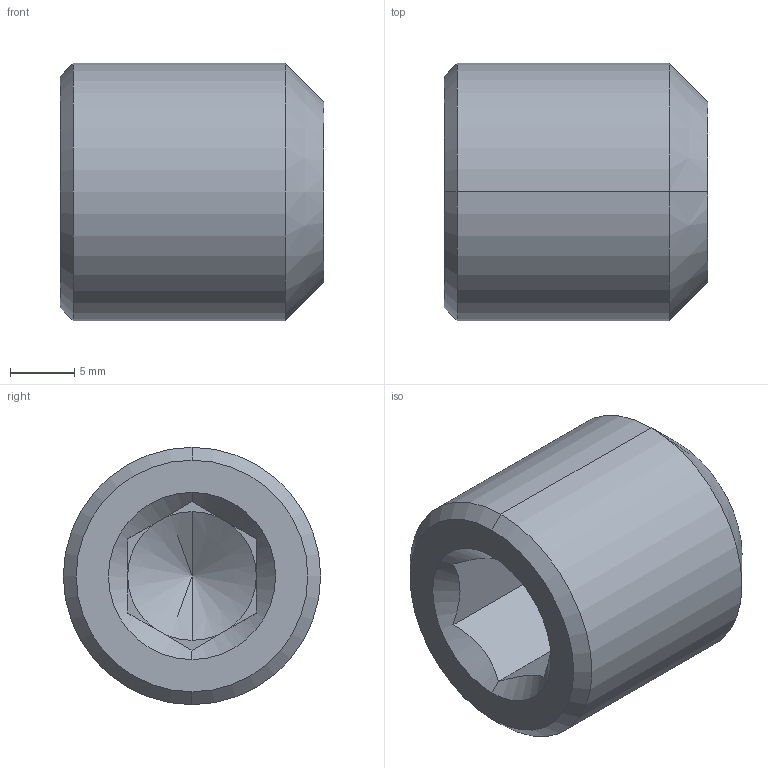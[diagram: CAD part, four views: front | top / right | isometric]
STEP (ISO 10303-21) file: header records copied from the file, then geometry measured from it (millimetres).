
FILE_DESCRIPTION (( 'STEP AP214' ), '1' );
FILE_NAME ('W32.ER1.001.020.STEP', '2023-09-04T09:04:53', ( '' ), ( '' ), 'SwSTEP 2.0', 'SolidWorks 2017', '' );
FILE_SCHEMA (( 'AUTOMOTIVE_DESIGN' ));
Length unit declared in the file: millimetre
Products named in the file (1): W32.ER1.001.020
Bounding box: 20.5 x 20 x 20 mm (x, y, z)
Volume: 4760.1 mm3; surface area: 2242.7 mm2
Topology: 1 solids, 1 shells, 26 faces, 60 edges, 34 vertices
Faces by surface type: plane 14, cone 10, cylinder 2
Entity records: 814 total; most frequent: CARTESIAN_POINT 187, DIRECTION 124, ORIENTED_EDGE 112, EDGE_CURVE 56, AXIS2_PLACEMENT_3D 47, VERTEX_POINT 34, VECTOR 30, LINE 30
